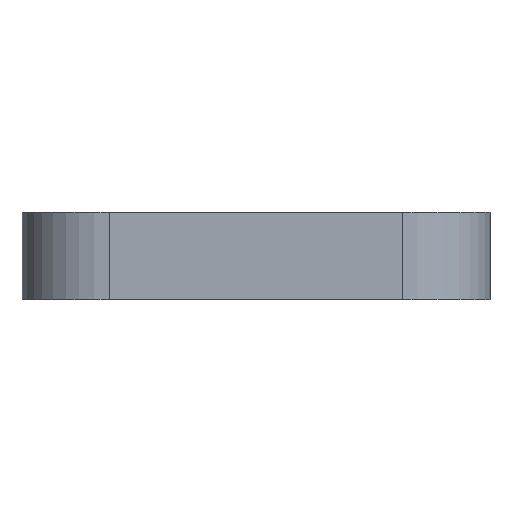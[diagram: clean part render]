
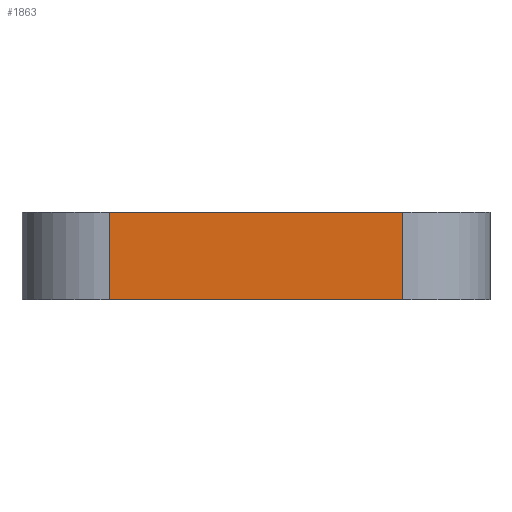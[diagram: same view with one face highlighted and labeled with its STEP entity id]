
A CAD part, front view. The second image highlights one B-rep face of the part: STEP entity #1863.
In plain terms, the highlighted planar face has unit normal (0, -1, 0).
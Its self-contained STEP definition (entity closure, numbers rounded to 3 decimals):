
#103=PLANE('',#2093);
#208=FACE_OUTER_BOUND('',#354,.T.);
#354=EDGE_LOOP('',(#1678,#1679,#1680,#1681));
#517=LINE('',#2833,#667);
#579=LINE('',#3028,#729);
#587=LINE('',#3078,#737);
#617=LINE('',#3205,#767);
#667=VECTOR('',#2253,10.);
#729=VECTOR('',#2443,10.);
#737=VECTOR('',#2495,10.);
#767=VECTOR('',#2665,10.);
#819=VERTEX_POINT('',#2830);
#820=VERTEX_POINT('',#2832);
#888=VERTEX_POINT('',#3026);
#889=VERTEX_POINT('',#3027);
#1008=EDGE_CURVE('',#819,#820,#517,.T.);
#1108=EDGE_CURVE('',#888,#889,#579,.T.);
#1134=EDGE_CURVE('',#888,#819,#587,.T.);
#1191=EDGE_CURVE('',#889,#820,#617,.T.);
#1678=ORIENTED_EDGE('',*,*,#1108,.T.);
#1679=ORIENTED_EDGE('',*,*,#1191,.T.);
#1680=ORIENTED_EDGE('',*,*,#1008,.F.);
#1681=ORIENTED_EDGE('',*,*,#1134,.F.);
#1863=ADVANCED_FACE('',(#208),#103,.T.);
#2093=AXIS2_PLACEMENT_3D('',#3204,#2663,#2664);
#2253=DIRECTION('',(1.,0.,0.));
#2443=DIRECTION('',(1.,0.,0.));
#2495=DIRECTION('',(0.,0.,1.));
#2663=DIRECTION('center_axis',(0.,-1.,0.));
#2664=DIRECTION('ref_axis',(1.,0.,0.));
#2665=DIRECTION('',(0.,0.,1.));
#2830=CARTESIAN_POINT('',(72.5,-20.,20.));
#2832=CARTESIAN_POINT('',(140.,-20.,20.));
#2833=CARTESIAN_POINT('',(140.,-20.,20.));
#3026=CARTESIAN_POINT('',(72.5,-20.,0.));
#3027=CARTESIAN_POINT('',(140.,-20.,0.));
#3028=CARTESIAN_POINT('',(89.375,-20.,0.));
#3078=CARTESIAN_POINT('',(72.5,-20.,-5.));
#3204=CARTESIAN_POINT('Origin',(72.5,-20.,-5.));
#3205=CARTESIAN_POINT('',(140.,-20.,-5.));
